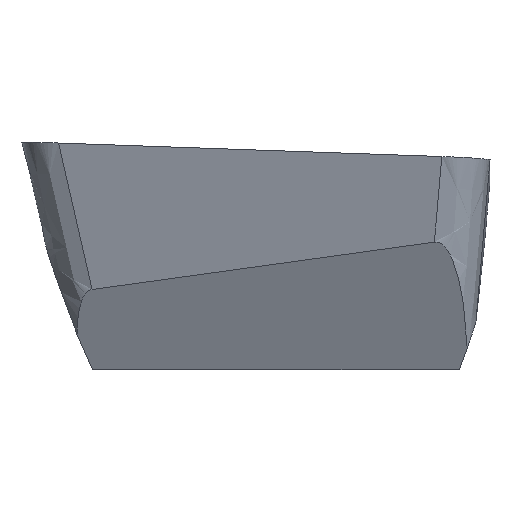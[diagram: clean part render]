
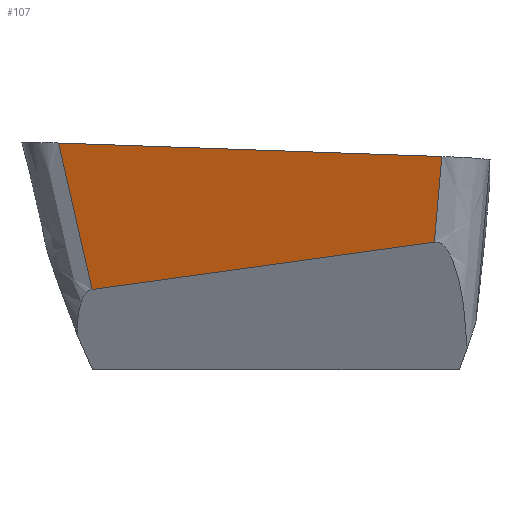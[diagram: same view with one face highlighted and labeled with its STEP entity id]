
A CAD part, left-side view. The second image highlights one B-rep face of the part: STEP entity #107.
In plain terms, the highlighted planar face has unit normal (-0.972, 0.14, -0.191).
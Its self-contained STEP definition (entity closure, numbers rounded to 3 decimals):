
#78=FACE_OUTER_BOUND('',#165,.T.);
#107=ADVANCED_FACE('',(#78),#117,.T.);
#117=PLANE('',#608);
#165=EDGE_LOOP('',(#282,#283,#284,#285));
#282=ORIENTED_EDGE('',*,*,#413,.F.);
#283=ORIENTED_EDGE('',*,*,#414,.T.);
#284=ORIENTED_EDGE('',*,*,#415,.F.);
#285=ORIENTED_EDGE('',*,*,#391,.F.);
#337=VERTEX_POINT('',#1274);
#339=VERTEX_POINT('',#1335);
#348=VERTEX_POINT('',#1550);
#349=VERTEX_POINT('',#1581);
#391=EDGE_CURVE('',#339,#337,#527,.T.);
#413=EDGE_CURVE('',#348,#339,#442,.T.);
#414=EDGE_CURVE('',#348,#349,#443,.T.);
#415=EDGE_CURVE('',#337,#349,#444,.T.);
#442=LINE('',#1551,#468);
#443=LINE('',#1580,#469);
#444=LINE('',#1582,#470);
#468=VECTOR('',#699,1.);
#469=VECTOR('',#700,1.);
#470=VECTOR('',#701,1.);
#527=B_SPLINE_CURVE_WITH_KNOTS('',3,(#1330,#1331,#1332,#1333,#1334),
 .UNSPECIFIED.,.F.,.F.,(4,1,4),(0.,0.5,1.),.UNSPECIFIED.);
#608=AXIS2_PLACEMENT_3D('',#1583,#702,#703);
#699=DIRECTION('',(-0.157,0.22,0.963));
#700=DIRECTION('',(-0.167,-0.977,0.135));
#701=DIRECTION('',(0.204,0.085,-0.975));
#702=DIRECTION('',(-0.972,0.14,-0.191));
#703=DIRECTION('',(-0.189,0.027,0.982));
#1274=CARTESIAN_POINT('',(-6.57,-2.942,-0.284));
#1330=CARTESIAN_POINT('',(-5.582,4.281,-0.03));
#1331=CARTESIAN_POINT('',(-5.747,3.076,-0.072));
#1332=CARTESIAN_POINT('',(-6.076,0.667,-0.157));
#1333=CARTESIAN_POINT('',(-6.405,-1.74,-0.242));
#1334=CARTESIAN_POINT('',(-6.57,-2.942,-0.284));
#1335=CARTESIAN_POINT('',(-5.582,4.281,-0.03));
#1550=CARTESIAN_POINT('',(-5.131,3.65,-2.79));
#1551=CARTESIAN_POINT('',(-5.131,3.65,-2.79));
#1580=CARTESIAN_POINT('',(-5.131,3.65,-2.79));
#1581=CARTESIAN_POINT('',(-6.233,-2.802,-1.898));
#1582=CARTESIAN_POINT('',(-6.57,-2.942,-0.284));
#1583=CARTESIAN_POINT('',(-5.835,0.635,-1.41));
